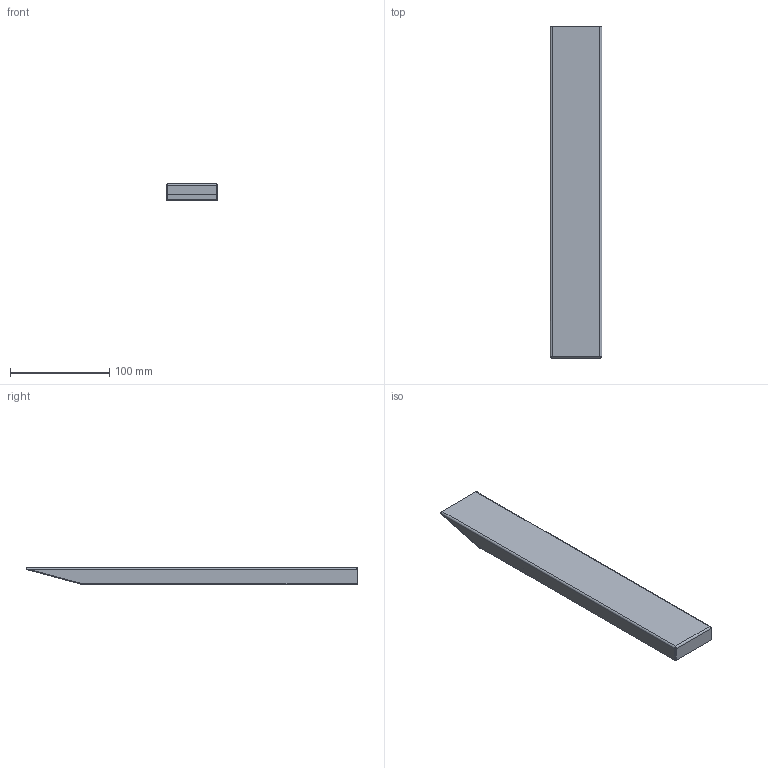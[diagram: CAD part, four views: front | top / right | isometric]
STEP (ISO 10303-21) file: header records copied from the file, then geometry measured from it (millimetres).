
FILE_DESCRIPTION(/* description */ (''),/* implementation_level */ '2;1');
FILE_NAME(/* name */ 'TBBD033501 - Customer.stp',/* time_stamp */ '2014-07-07T09:21:07+02:00',/* author */ ('bs'),/* organization */ (''),/* preprocessor_version */ 'ST-DEVELOPER v15.2',/* originating_system */ 'Autodesk Inventor 2014',/* authorisation */ '');
FILE_SCHEMA (('AUTOMOTIVE_DESIGN { 1 0 10303 214 3 1 1 }'));
Length unit declared in the file: millimetre
Products named in the file (1): TBBD033501 - Customer
Bounding box: 52 x 335.03 x 16.83 mm (x, y, z)
Volume: 108824 mm3; surface area: 92499.1 mm2
Topology: 1 solids, 1 shells, 51 faces, 114 edges, 66 vertices
Faces by surface type: plane 39, cylinder 8, bspline 4
Full cylindrical faces by diameter (mm): 12 x2
Entity records: 1549 total; most frequent: CARTESIAN_POINT 354, ORIENTED_EDGE 226, DIRECTION 218, EDGE_CURVE 112, LINE 86, VECTOR 86, VERTEX_POINT 66, AXIS2_PLACEMENT_3D 66
